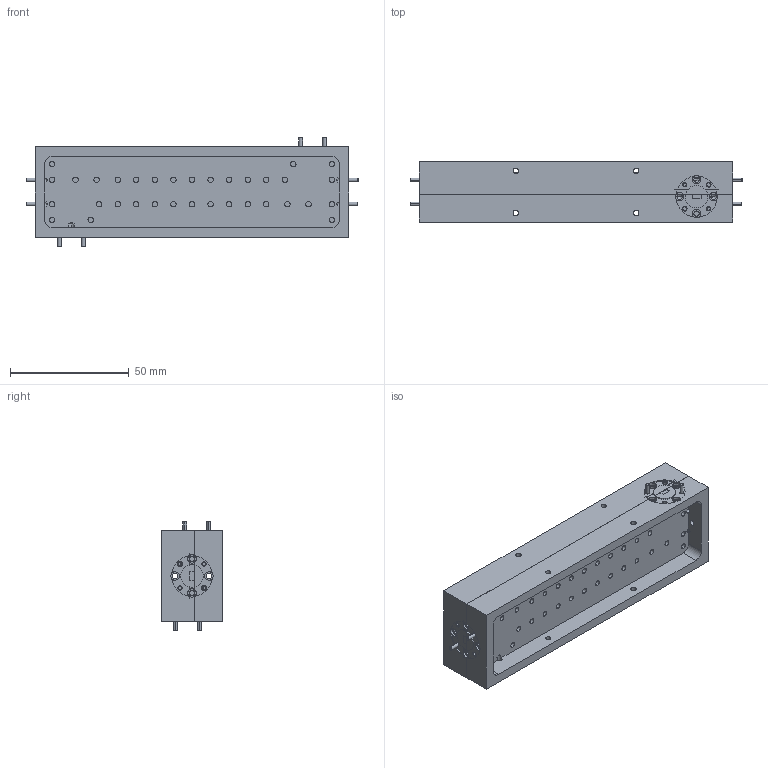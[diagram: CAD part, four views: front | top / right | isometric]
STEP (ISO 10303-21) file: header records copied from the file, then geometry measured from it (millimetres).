
FILE_DESCRIPTION (( 'STEP AP214' ), '1' );
FILE_NAME ('WD-DB-V-A, Defeatured.STEP', '2025-07-23T17:33:12', ( '' ), ( '' ), 'SwSTEP 2.0', 'SolidWorks 2021', '' );
FILE_SCHEMA (( 'AUTOMOTIVE_DESIGN' ));
Length unit declared in the file: inch
Products named in the file (1): WD-DB-V-A, Defeatured
Bounding box: 139.83 x 25.4 x 45.85 mm (x, y, z)
Volume: 70682.1 mm3; surface area: 40568.5 mm2
Topology: 41 solids, 48 shells, 2035 faces, 4535 edges, 2799 vertices
Faces by surface type: plane 877, cylinder 686, cone 469, bspline 3
Entity records: 83650 total; most frequent: CARTESIAN_POINT 11345, DIRECTION 10174, ORIENTED_EDGE 9038, EDGE_CURVE 4519, AXIS2_PLACEMENT_3D 3892, VERTEX_POINT 2799, LINE 2390, VECTOR 2390
